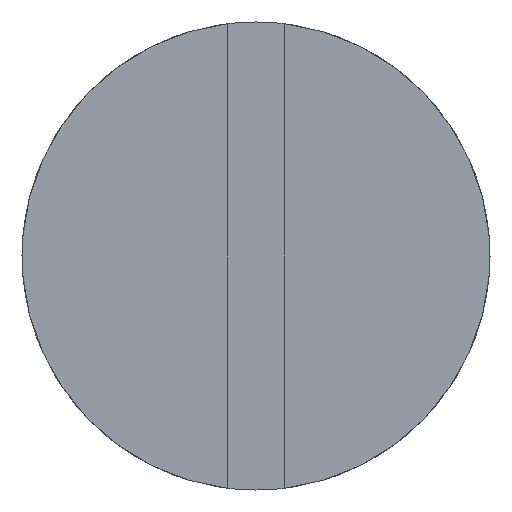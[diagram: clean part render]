
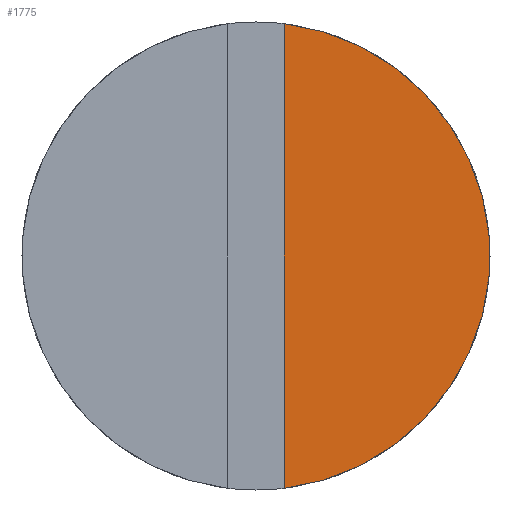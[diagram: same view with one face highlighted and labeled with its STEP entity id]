
A CAD part, left-side view. The second image highlights one B-rep face of the part: STEP entity #1775.
In plain terms, the highlighted planar face has unit normal (-1, 0, 0).
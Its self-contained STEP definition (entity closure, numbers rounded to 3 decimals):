
#66 = EDGE_CURVE ( 'NONE', #138, #606, #134, .T. ) ;
#81 = CARTESIAN_POINT ( 'NONE',  ( 0., 2.5, 0. ) ) ;
#134 = CIRCLE ( 'NONE', #1338, 2.5 ) ;
#138 = VERTEX_POINT ( 'NONE', #236 ) ;
#180 = CARTESIAN_POINT ( 'NONE',  ( 0., -0.3, -2.5 ) ) ;
#236 = CARTESIAN_POINT ( 'NONE',  ( 0., -0.3, -2.482 ) ) ;
#274 = EDGE_CURVE ( 'NONE', #606, #138, #1789, .T. ) ;
#403 = DIRECTION ( 'NONE',  ( 0., 0., 1. ) ) ;
#417 = FACE_OUTER_BOUND ( 'NONE', #801, .T. ) ;
#606 = VERTEX_POINT ( 'NONE', #1551 ) ;
#661 = CARTESIAN_POINT ( 'NONE',  ( 0., 0., 0. ) ) ;
#801 = EDGE_LOOP ( 'NONE', ( #883, #1349 ) ) ;
#883 = ORIENTED_EDGE ( 'NONE', *, *, #274, .T. ) ;
#1233 = AXIS2_PLACEMENT_3D ( 'NONE', #81, #1250, #1575 ) ;
#1250 = DIRECTION ( 'NONE',  ( 1., 0., 0. ) ) ;
#1338 = AXIS2_PLACEMENT_3D ( 'NONE', #661, #1693, #403 ) ;
#1349 = ORIENTED_EDGE ( 'NONE', *, *, #66, .T. ) ;
#1428 = PLANE ( 'NONE',  #1233 ) ;
#1551 = CARTESIAN_POINT ( 'NONE',  ( 0., -0.3, 2.482 ) ) ;
#1575 = DIRECTION ( 'NONE',  ( 0., 0., -1. ) ) ;
#1633 = DIRECTION ( 'NONE',  ( 0., 0., -1. ) ) ;
#1640 = VECTOR ( 'NONE', #1633, 1000. ) ;
#1693 = DIRECTION ( 'NONE',  ( -1., 0., 0. ) ) ;
#1775 = ADVANCED_FACE ( 'NONE', ( #417 ), #1428, .F. ) ;
#1789 = LINE ( 'NONE', #180, #1640 ) ;
